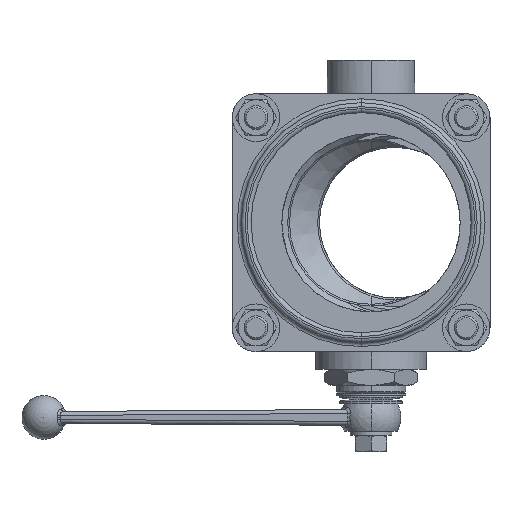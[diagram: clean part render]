
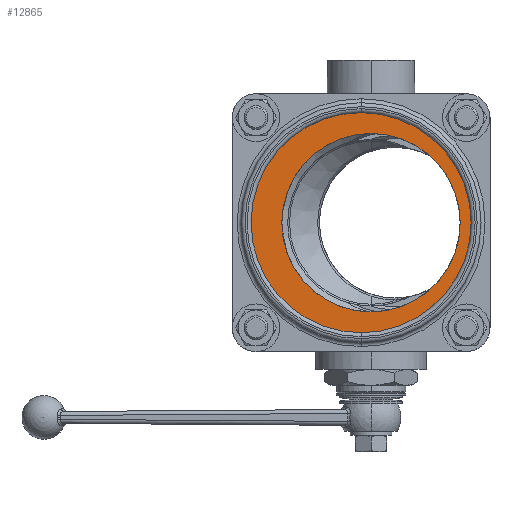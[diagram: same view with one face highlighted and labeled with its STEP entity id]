
A CAD part, left-side view. The second image highlights one B-rep face of the part: STEP entity #12865.
In plain terms, the highlighted planar face has unit normal (-1, 0, 0).
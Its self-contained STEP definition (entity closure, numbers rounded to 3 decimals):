
#3209 = FACE_OUTER_BOUND ( 'NONE', #54058, .T. ) ;
#3215 = FACE_BOUND ( 'NONE', #54075, .T. ) ;
#5332 = CARTESIAN_POINT ( 'NONE',  ( -47.967, 5., -55.5 ) ) ;
#5333 = CARTESIAN_POINT ( 'NONE',  ( -47.967, 5., 55.5 ) ) ;
#5336 = CARTESIAN_POINT ( 'NONE',  ( -47.967, 0., -45. ) ) ;
#5337 = CARTESIAN_POINT ( 'NONE',  ( -47.967, 0., 45. ) ) ;
#7389 = EDGE_CURVE ( 'NONE', #34497, #34498, #45052, .T. ) ;
#7392 = EDGE_CURVE ( 'NONE', #34492, #34491, #45055, .T. ) ;
#8095 = AXIS2_PLACEMENT_3D ( 'NONE', #51369, #51370, #51371 ) ;
#8100 = AXIS2_PLACEMENT_3D ( 'NONE', #51378, #51379, #51380 ) ;
#9526 = AXIS2_PLACEMENT_3D ( 'NONE', #13741, #13750, #13751 ) ;
#10207 = AXIS2_PLACEMENT_3D ( 'NONE', #32204, #32205, #32206 ) ;
#10214 = AXIS2_PLACEMENT_3D ( 'NONE', #32220, #32223, #32224 ) ;
#12865 = ADVANCED_FACE ( 'NONE', ( #3209, #3215 ), #13742, .T. ) ;
#13741 = CARTESIAN_POINT ( 'NONE',  ( -47.967, 5., 0. ) ) ;
#13742 = PLANE ( 'NONE',  #9526 ) ;
#13750 = DIRECTION ( 'NONE',  ( -1., 0., 0. ) ) ;
#13751 = DIRECTION ( 'NONE',  ( 0., 0., 1. ) ) ;
#32078 = CIRCLE ( 'NONE', #10207, 45. ) ;
#32086 = CIRCLE ( 'NONE', #10214, 55.5 ) ;
#32204 = CARTESIAN_POINT ( 'NONE',  ( -47.967, 0., 0. ) ) ;
#32205 = DIRECTION ( 'NONE',  ( 1., 0., 0. ) ) ;
#32206 = DIRECTION ( 'NONE',  ( 0., 0., 1. ) ) ;
#32220 = CARTESIAN_POINT ( 'NONE',  ( -47.967, 5., 0. ) ) ;
#32223 = DIRECTION ( 'NONE',  ( -1., 0., 0. ) ) ;
#32224 = DIRECTION ( 'NONE',  ( 0., 0., 1. ) ) ;
#34491 = VERTEX_POINT ( 'NONE', #5332 ) ;
#34492 = VERTEX_POINT ( 'NONE', #5333 ) ;
#34497 = VERTEX_POINT ( 'NONE', #5336 ) ;
#34498 = VERTEX_POINT ( 'NONE', #5337 ) ;
#44445 = ORIENTED_EDGE ( 'NONE', *, *, #7392, .T. ) ;
#44446 = ORIENTED_EDGE ( 'NONE', *, *, #56279, .T. ) ;
#44447 = ORIENTED_EDGE ( 'NONE', *, *, #56273, .T. ) ;
#44448 = ORIENTED_EDGE ( 'NONE', *, *, #7389, .T. ) ;
#45052 = CIRCLE ( 'NONE', #8095, 45. ) ;
#45055 = CIRCLE ( 'NONE', #8100, 55.5 ) ;
#51369 = CARTESIAN_POINT ( 'NONE',  ( -47.967, 0., 0. ) ) ;
#51370 = DIRECTION ( 'NONE',  ( 1., 0., 0. ) ) ;
#51371 = DIRECTION ( 'NONE',  ( 0., 0., 1. ) ) ;
#51378 = CARTESIAN_POINT ( 'NONE',  ( -47.967, 5., 0. ) ) ;
#51379 = DIRECTION ( 'NONE',  ( -1., 0., 0. ) ) ;
#51380 = DIRECTION ( 'NONE',  ( 0., 0., 1. ) ) ;
#54058 = EDGE_LOOP ( 'NONE', ( #44445, #44446 ) ) ;
#54075 = EDGE_LOOP ( 'NONE', ( #44447, #44448 ) ) ;
#56273 = EDGE_CURVE ( 'NONE', #34498, #34497, #32078, .T. ) ;
#56279 = EDGE_CURVE ( 'NONE', #34491, #34492, #32086, .T. ) ;
